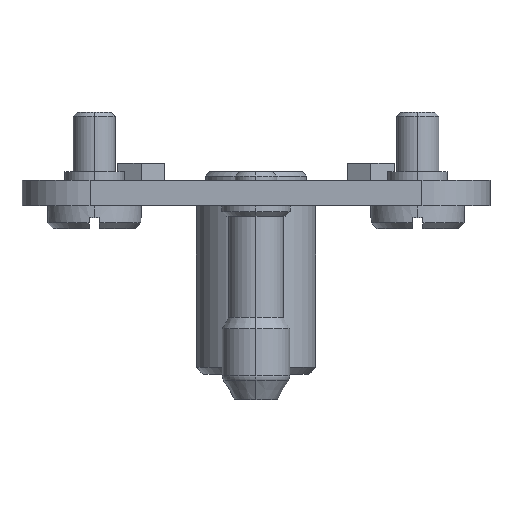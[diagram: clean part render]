
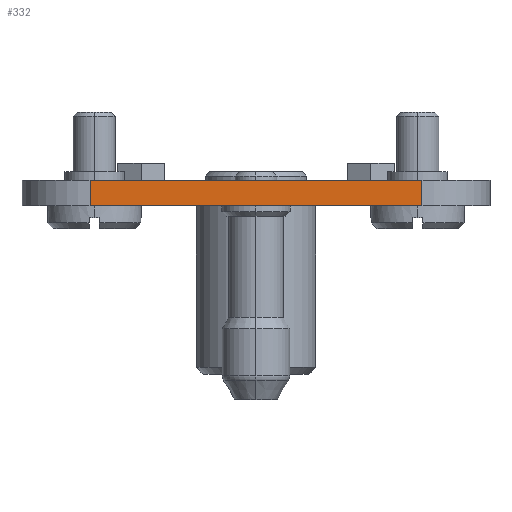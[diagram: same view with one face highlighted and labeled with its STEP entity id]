
A CAD part, left-side view. The second image highlights one B-rep face of the part: STEP entity #332.
In plain terms, the highlighted planar face has unit normal (-1, 0, 0).
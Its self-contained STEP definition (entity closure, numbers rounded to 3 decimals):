
#63=PLANE('',#3538);
#332=ADVANCED_FACE('',(#561),#63,.F.);
#561=FACE_OUTER_BOUND('',#763,.T.);
#763=EDGE_LOOP('',(#1772,#1773,#1774,#1775));
#1030=LINE('',#5247,#1284);
#1049=LINE('',#5306,#1303);
#1075=LINE('',#5384,#1329);
#1081=LINE('',#5396,#1335);
#1284=VECTOR('',#4154,1.);
#1303=VECTOR('',#4201,1.);
#1329=VECTOR('',#4259,1.);
#1335=VECTOR('',#4277,1.);
#1772=ORIENTED_EDGE('',*,*,#2888,.T.);
#1773=ORIENTED_EDGE('',*,*,#2961,.F.);
#1774=ORIENTED_EDGE('',*,*,#2920,.F.);
#1775=ORIENTED_EDGE('',*,*,#2967,.T.);
#2560=VERTEX_POINT('',#5245);
#2562=VERTEX_POINT('',#5248);
#2580=VERTEX_POINT('',#5292);
#2587=VERTEX_POINT('',#5305);
#2888=EDGE_CURVE('',#2562,#2560,#1030,.T.);
#2920=EDGE_CURVE('',#2587,#2580,#1049,.T.);
#2961=EDGE_CURVE('',#2580,#2560,#1075,.T.);
#2967=EDGE_CURVE('',#2587,#2562,#1081,.T.);
#3538=AXIS2_PLACEMENT_3D('',#5398,#4280,#4281);
#4154=DIRECTION('',(0.,-1.,0.));
#4201=DIRECTION('',(0.,-1.,0.));
#4259=DIRECTION('',(0.,0.,-1.));
#4277=DIRECTION('',(0.,0.,-1.));
#4280=DIRECTION('',(1.,0.,0.));
#4281=DIRECTION('',(0.,0.,1.));
#5245=CARTESIAN_POINT('',(-49.5,-19.5,0.));
#5247=CARTESIAN_POINT('',(-49.5,19.5,0.));
#5248=CARTESIAN_POINT('',(-49.5,19.5,0.));
#5292=CARTESIAN_POINT('',(-49.5,-19.5,3.));
#5305=CARTESIAN_POINT('',(-49.5,19.5,3.));
#5306=CARTESIAN_POINT('',(-49.5,19.5,3.));
#5384=CARTESIAN_POINT('',(-49.5,-19.5,3.));
#5396=CARTESIAN_POINT('',(-49.5,19.5,3.));
#5398=CARTESIAN_POINT('',(-49.5,19.5,3.));
